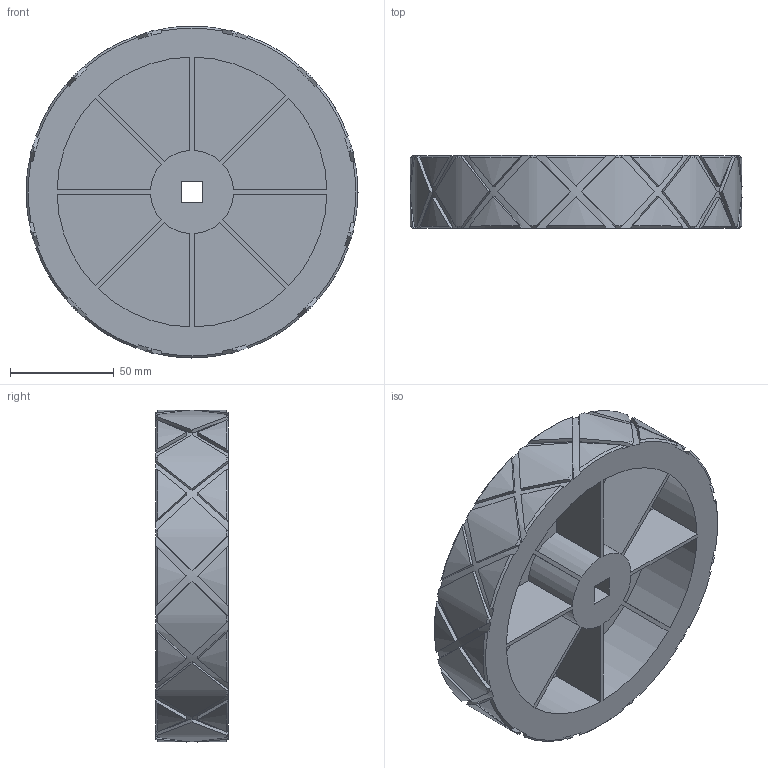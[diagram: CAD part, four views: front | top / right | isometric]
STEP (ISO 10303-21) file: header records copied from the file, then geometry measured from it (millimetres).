
FILE_DESCRIPTION(/* description */ ('STEP AP242','CAx-IF Rec.Pracs.---Representation and Presentation of Product Manufacturing Information (PMI)---4.0---2014-10-13','CAx-IF Rec.Pracs.---3D Tessellated Geometry---0.4---2014-09-14','2;1'),/* implementation_level */ '2;1');
FILE_NAME(/* name */ '67b33d180ed6540c6b828551',/* time_stamp */ '2025-02-17T13:43:52Z',/* author */ (''),/* organization */ (''),/* preprocessor_version */ 'ST-DEVELOPER v20',/* originating_system */ 'ONSHAPE BY PTC INC, 1.193',/* authorisation */ ' ');
FILE_SCHEMA (('AP242_MANAGED_MODEL_BASED_3D_ENGINEERING_MIM_LF { 1 0 10303 442 1 1 4 }'));
Length unit declared in the file: metre
Products named in the file (1): Wheel
Bounding box: 160 x 35 x 160 mm (x, y, z)
Volume: 352656.1 mm3; surface area: 99006.8 mm2
Topology: 1 solids, 1 shells, 238 faces, 684 edges, 456 vertices
Faces by surface type: bspline 96, cylinder 64, cone 48, plane 30
Entity records: 8646 total; most frequent: CARTESIAN_POINT 3347, ORIENTED_EDGE 1368, DIRECTION 714, EDGE_CURVE 684, VERTEX_POINT 456, B_SPLINE_CURVE_WITH_KNOTS 432, AXIS2_PLACEMENT_3D 319, EDGE_LOOP 248
